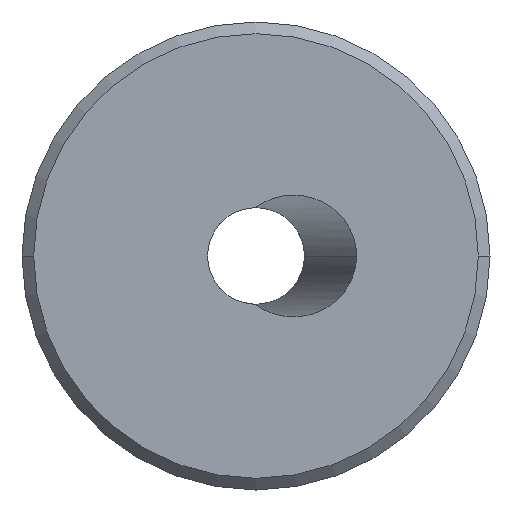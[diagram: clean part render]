
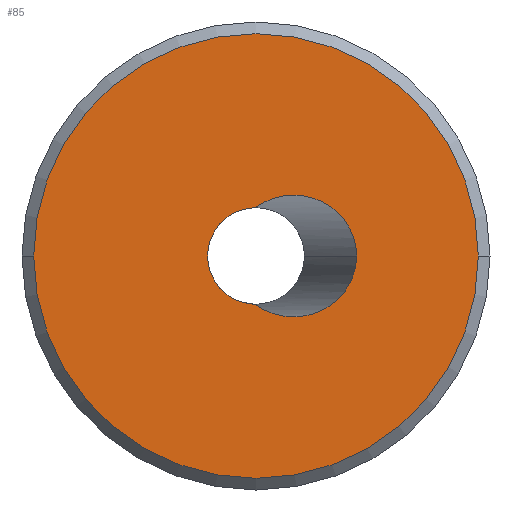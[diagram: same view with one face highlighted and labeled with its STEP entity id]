
A CAD part, left-side view. The second image highlights one B-rep face of the part: STEP entity #85.
In plain terms, the highlighted planar face has unit normal (-1, 0, 0).
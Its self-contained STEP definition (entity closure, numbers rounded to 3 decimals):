
#85 = ADVANCED_FACE( '', ( #117, #118 ), #119, .T. );
#117 = FACE_OUTER_BOUND( '', #162, .T. );
#118 = FACE_BOUND( '', #163, .T. );
#119 = PLANE( '', #164 );
#162 = EDGE_LOOP( '', ( #261, #262 ) );
#163 = EDGE_LOOP( '', ( #263, #264, #265, #266 ) );
#164 = AXIS2_PLACEMENT_3D( '', #267, #268, #269 );
#261 = ORIENTED_EDGE( '', *, *, #347, .T. );
#262 = ORIENTED_EDGE( '', *, *, #380, .T. );
#263 = ORIENTED_EDGE( '', *, *, #379, .T. );
#264 = ORIENTED_EDGE( '', *, *, #374, .T. );
#265 = ORIENTED_EDGE( '', *, *, #381, .F. );
#266 = ORIENTED_EDGE( '', *, *, #368, .F. );
#267 = CARTESIAN_POINT( '', ( 0., 5.784, 0. ) );
#268 = DIRECTION( '', ( -1., 0., 0. ) );
#269 = DIRECTION( '', ( 0., 1., 0. ) );
#347 = EDGE_CURVE( '', #392, #396, #398, .T. );
#368 = EDGE_CURVE( '', #434, #432, #436, .T. );
#374 = EDGE_CURVE( '', #447, #445, #448, .T. );
#379 = EDGE_CURVE( '', #434, #447, #454, .T. );
#380 = EDGE_CURVE( '', #396, #392, #455, .T. );
#381 = EDGE_CURVE( '', #432, #445, #456, .T. );
#392 = VERTEX_POINT( '', #468 );
#396 = VERTEX_POINT( '', #473 );
#398 = CIRCLE( '', #476, 9.5 );
#432 = VERTEX_POINT( '', #518 );
#434 = VERTEX_POINT( '', #521 );
#436 = CIRCLE( '', #560, 2.067 );
#445 = VERTEX_POINT( '', #608 );
#447 = VERTEX_POINT( '', #647 );
#448 = ELLIPSE( '', #648, 2.692, 2.6 );
#454 = ELLIPSE( '', #692, 2.692, 2.6 );
#455 = CIRCLE( '', #693, 9.5 );
#456 = CIRCLE( '', #694, 2.067 );
#468 = CARTESIAN_POINT( '', ( 0., 9.5, 0. ) );
#473 = CARTESIAN_POINT( '', ( 0., -9.5, 0. ) );
#476 = AXIS2_PLACEMENT_3D( '', #710, #711, #712 );
#518 = CARTESIAN_POINT( '', ( 0., 2.067, 0. ) );
#521 = CARTESIAN_POINT( '', ( 0., 0.025, 2.067 ) );
#560 = AXIS2_PLACEMENT_3D( '', #752, #753, #754 );
#608 = CARTESIAN_POINT( '', ( 0., 0.025, -2.067 ) );
#647 = CARTESIAN_POINT( '', ( 0., -4.299, 0. ) );
#648 = AXIS2_PLACEMENT_3D( '', #760, #761, #762 );
#692 = AXIS2_PLACEMENT_3D( '', #770, #771, #772 );
#693 = AXIS2_PLACEMENT_3D( '', #773, #774, #775 );
#694 = AXIS2_PLACEMENT_3D( '', #776, #777, #778 );
#710 = CARTESIAN_POINT( '', ( 0., 0., 0. ) );
#711 = DIRECTION( '', ( -1., 0., 0. ) );
#712 = DIRECTION( '', ( 0., 1., 0. ) );
#752 = CARTESIAN_POINT( '', ( 0., 0., 0. ) );
#753 = DIRECTION( '', ( -1., 0., 0. ) );
#754 = DIRECTION( '', ( 0., 1., 0. ) );
#760 = CARTESIAN_POINT( '', ( 0., -1.608, 0. ) );
#761 = DIRECTION( '', ( 1., 0., 0. ) );
#762 = DIRECTION( '', ( 0., 1., 0. ) );
#770 = CARTESIAN_POINT( '', ( 0., -1.608, 0. ) );
#771 = DIRECTION( '', ( 1., 0., 0. ) );
#772 = DIRECTION( '', ( 0., 1., 0. ) );
#773 = CARTESIAN_POINT( '', ( 0., 0., 0. ) );
#774 = DIRECTION( '', ( -1., 0., 0. ) );
#775 = DIRECTION( '', ( 0., 1., 0. ) );
#776 = CARTESIAN_POINT( '', ( 0., 0., 0. ) );
#777 = DIRECTION( '', ( -1., 0., 0. ) );
#778 = DIRECTION( '', ( 0., 1., 0. ) );
